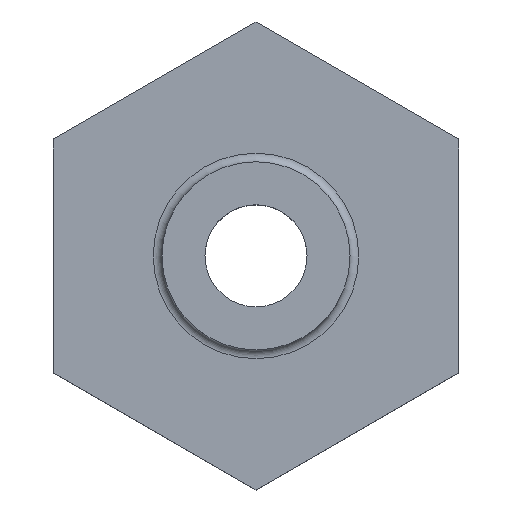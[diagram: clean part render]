
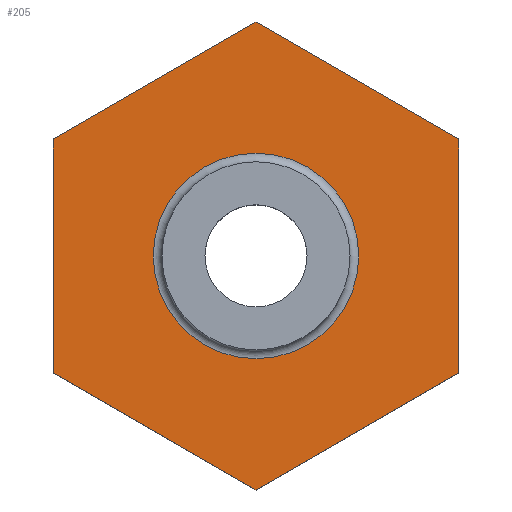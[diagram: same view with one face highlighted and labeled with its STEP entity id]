
A CAD part, top view. The second image highlights one B-rep face of the part: STEP entity #205.
In plain terms, the highlighted planar face has unit normal (0, 0, 1).
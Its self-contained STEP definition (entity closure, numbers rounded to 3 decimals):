
#15=FACE_BOUND('',#84,.T.);
#18=PLANE('',#236);
#28=LINE('',#324,#48);
#29=LINE('',#326,#49);
#30=LINE('',#328,#50);
#31=LINE('',#330,#51);
#32=LINE('',#332,#52);
#33=LINE('',#333,#53);
#48=VECTOR('',#267,10.);
#49=VECTOR('',#268,10.);
#50=VECTOR('',#269,10.);
#51=VECTOR('',#270,10.);
#52=VECTOR('',#271,10.);
#53=VECTOR('',#272,10.);
#71=FACE_OUTER_BOUND('',#83,.T.);
#83=EDGE_LOOP('',(#158,#159,#160,#161,#162,#163));
#84=EDGE_LOOP('',(#164));
#98=CIRCLE('',#232,3.55);
#105=VERTEX_POINT('',#313);
#107=VERTEX_POINT('',#322);
#108=VERTEX_POINT('',#323);
#109=VERTEX_POINT('',#325);
#110=VERTEX_POINT('',#327);
#111=VERTEX_POINT('',#329);
#112=VERTEX_POINT('',#331);
#123=EDGE_CURVE('',#105,#105,#98,.T.);
#127=EDGE_CURVE('',#107,#108,#28,.T.);
#128=EDGE_CURVE('',#108,#109,#29,.T.);
#129=EDGE_CURVE('',#109,#110,#30,.T.);
#130=EDGE_CURVE('',#110,#111,#31,.T.);
#131=EDGE_CURVE('',#111,#112,#32,.T.);
#132=EDGE_CURVE('',#112,#107,#33,.T.);
#158=ORIENTED_EDGE('',*,*,#127,.T.);
#159=ORIENTED_EDGE('',*,*,#128,.T.);
#160=ORIENTED_EDGE('',*,*,#129,.T.);
#161=ORIENTED_EDGE('',*,*,#130,.T.);
#162=ORIENTED_EDGE('',*,*,#131,.T.);
#163=ORIENTED_EDGE('',*,*,#132,.T.);
#164=ORIENTED_EDGE('',*,*,#123,.F.);
#205=ADVANCED_FACE('',(#71,#15),#18,.T.);
#232=AXIS2_PLACEMENT_3D('',#315,#256,#257);
#236=AXIS2_PLACEMENT_3D('',#321,#265,#266);
#256=DIRECTION('center_axis',(0.,0.,1.));
#257=DIRECTION('ref_axis',(1.,0.,0.));
#265=DIRECTION('center_axis',(0.,0.,1.));
#266=DIRECTION('ref_axis',(1.,0.,0.));
#267=DIRECTION('',(-0.866,-0.5,0.));
#268=DIRECTION('',(0.,-1.,0.));
#269=DIRECTION('',(0.866,-0.5,0.));
#270=DIRECTION('',(0.866,0.5,0.));
#271=DIRECTION('',(0.,1.,0.));
#272=DIRECTION('',(-0.866,0.5,0.));
#313=CARTESIAN_POINT('',(3.55,0.,3.));
#315=CARTESIAN_POINT('Origin',(0.,0.,3.));
#321=CARTESIAN_POINT('Origin',(0.,0.,3.));
#322=CARTESIAN_POINT('',(0.,8.083,3.));
#323=CARTESIAN_POINT('',(-7.,4.041,3.));
#324=CARTESIAN_POINT('',(0.,8.083,3.));
#325=CARTESIAN_POINT('',(-7.,-4.041,3.));
#326=CARTESIAN_POINT('',(-7.,4.041,3.));
#327=CARTESIAN_POINT('',(0.,-8.083,3.));
#328=CARTESIAN_POINT('',(-7.,-4.041,3.));
#329=CARTESIAN_POINT('',(7.,-4.041,3.));
#330=CARTESIAN_POINT('',(0.,-8.083,3.));
#331=CARTESIAN_POINT('',(7.,4.041,3.));
#332=CARTESIAN_POINT('',(7.,-4.041,3.));
#333=CARTESIAN_POINT('',(7.,4.041,3.));
